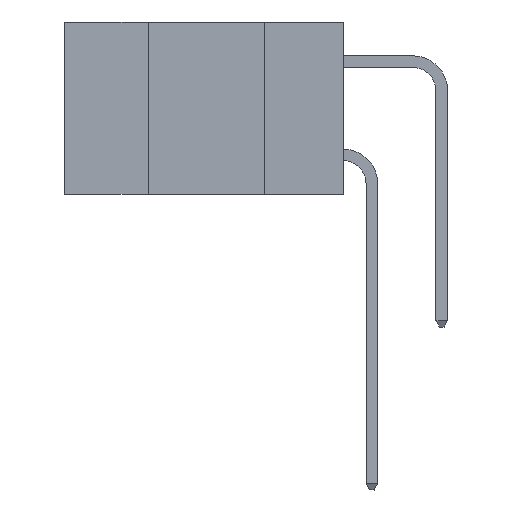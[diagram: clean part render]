
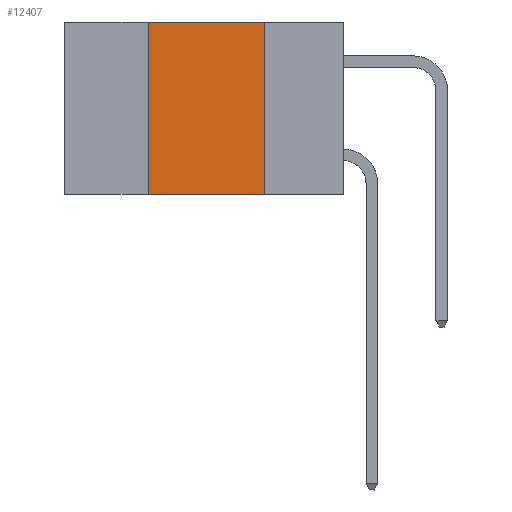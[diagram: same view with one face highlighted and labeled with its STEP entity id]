
A CAD part, left-side view. The second image highlights one B-rep face of the part: STEP entity #12407.
In plain terms, the highlighted planar face has unit normal (-1, 0, 0).
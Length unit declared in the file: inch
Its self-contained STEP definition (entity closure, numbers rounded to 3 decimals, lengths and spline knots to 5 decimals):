
#337 = CARTESIAN_POINT ( 'NONE',  ( 0., 0.42, -0.37 ) ) ;
#872 = DIRECTION ( 'NONE',  ( 0., -1., 0. ) ) ;
#1110 = CARTESIAN_POINT ( 'NONE',  ( 0., 0.6, 0. ) ) ;
#1750 = EDGE_LOOP ( 'NONE', ( #5492, #16155, #13331, #16723 ) ) ;
#1781 = EDGE_CURVE ( 'NONE', #9014, #16677, #4853, .T. ) ;
#3209 = VECTOR ( 'NONE', #4984, 39.37008 ) ;
#3401 = EDGE_CURVE ( 'NONE', #9014, #11295, #5860, .T. ) ;
#3945 = DIRECTION ( 'NONE',  ( 1., 0., 0. ) ) ;
#4584 = DIRECTION ( 'NONE',  ( 0., 0., 1. ) ) ;
#4853 = LINE ( 'NONE', #11126, #16998 ) ;
#4984 = DIRECTION ( 'NONE',  ( 0., -1., 0. ) ) ;
#5168 = VECTOR ( 'NONE', #12959, 39.37008 ) ;
#5382 = CARTESIAN_POINT ( 'NONE',  ( 0., 0.42, 0. ) ) ;
#5407 = EDGE_CURVE ( 'NONE', #15156, #11295, #10711, .T. ) ;
#5492 = ORIENTED_EDGE ( 'NONE', *, *, #5407, .F. ) ;
#5860 = LINE ( 'NONE', #7476, #15927 ) ;
#6118 = AXIS2_PLACEMENT_3D ( 'NONE', #10569, #3945, #13146 ) ;
#7476 = CARTESIAN_POINT ( 'NONE',  ( 0., 0.6, -0.37 ) ) ;
#9014 = VERTEX_POINT ( 'NONE', #337 ) ;
#9062 = CARTESIAN_POINT ( 'NONE',  ( 0., 0.17, 0. ) ) ;
#10569 = CARTESIAN_POINT ( 'NONE',  ( 0., 0.6, 0. ) ) ;
#10604 = LINE ( 'NONE', #1110, #3209 ) ;
#10711 = LINE ( 'NONE', #12780, #5168 ) ;
#11126 = CARTESIAN_POINT ( 'NONE',  ( 0., 0.42, 0. ) ) ;
#11295 = VERTEX_POINT ( 'NONE', #14161 ) ;
#11802 = PLANE ( 'NONE',  #6118 ) ;
#12407 = ADVANCED_FACE ( 'NONE', ( #13913 ), #11802, .F. ) ;
#12780 = CARTESIAN_POINT ( 'NONE',  ( 0., 0.17, 0. ) ) ;
#12959 = DIRECTION ( 'NONE',  ( 0., 0., -1. ) ) ;
#13146 = DIRECTION ( 'NONE',  ( 0., 0., -1. ) ) ;
#13331 = ORIENTED_EDGE ( 'NONE', *, *, #1781, .F. ) ;
#13727 = EDGE_CURVE ( 'NONE', #16677, #15156, #10604, .T. ) ;
#13913 = FACE_OUTER_BOUND ( 'NONE', #1750, .T. ) ;
#14161 = CARTESIAN_POINT ( 'NONE',  ( 0., 0.17, -0.37 ) ) ;
#15156 = VERTEX_POINT ( 'NONE', #9062 ) ;
#15927 = VECTOR ( 'NONE', #872, 39.37008 ) ;
#16155 = ORIENTED_EDGE ( 'NONE', *, *, #13727, .F. ) ;
#16677 = VERTEX_POINT ( 'NONE', #5382 ) ;
#16723 = ORIENTED_EDGE ( 'NONE', *, *, #3401, .T. ) ;
#16998 = VECTOR ( 'NONE', #4584, 39.37008 ) ;
